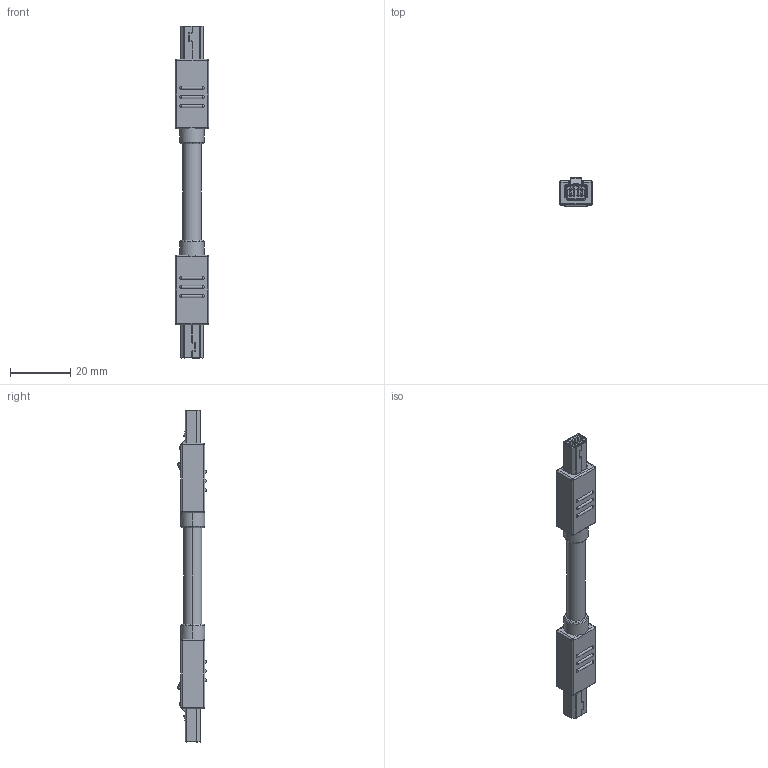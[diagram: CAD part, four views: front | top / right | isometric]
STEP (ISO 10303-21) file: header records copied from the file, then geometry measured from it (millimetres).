
FILE_DESCRIPTION((''),'2;1');
FILE_NAME('FMINI-PUSTXXX-000','2024-12-06T',('gongcheng16'),(''),'PRO/ENGINEER BY PARAMETRIC TECHNOLOGY CORPORATION, 2010280','PRO/ENGINEER BY PARAMETRIC TECHNOLOGY CORPORATION, 2010280','');
FILE_SCHEMA(('CONFIG_CONTROL_DESIGN'));
Products named in the file (1): FMINI-PUSTXXX-000
Bounding box: 11 x 9.62 x 110.1 mm (x, y, z)
Volume: 4846.9 mm3; surface area: 9203.1 mm2
Topology: 1 solids, 1 shells, 4522 faces, 13272 edges, 8580 vertices
Faces by surface type: plane 3022, cylinder 1128, torus 148, bspline 120, sphere 72, cone 32
Entity records: 161893 total; most frequent: CARTESIAN_POINT 42363, ORIENTED_EDGE 26416, DIRECTION 23180, EDGE_CURVE 13208, VECTOR 10080, LINE 10080, VERTEX_POINT 8580, AXIS2_PLACEMENT_3D 6550
